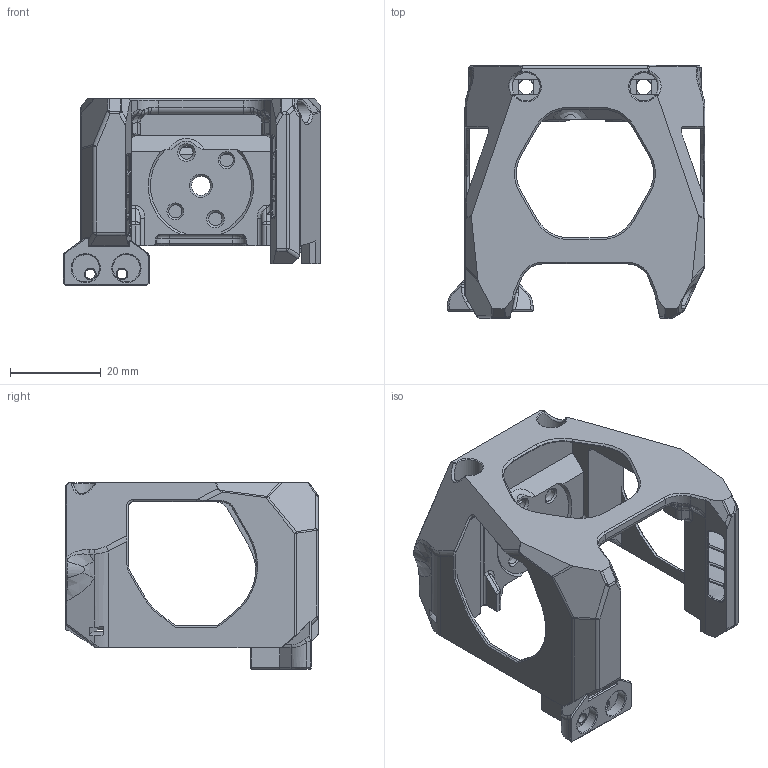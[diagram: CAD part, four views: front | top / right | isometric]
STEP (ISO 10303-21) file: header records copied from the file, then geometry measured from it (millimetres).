
FILE_DESCRIPTION(/* description */ ('STEP AP242','CAx-IF Rec.Pracs.---Representation and Presentation of Product Manufacturing Information (PMI)---4.0---2014-10-13','CAx-IF Rec.Pracs.---3D Tessellated Geometry---0.4---2014-09-14','2;1'),/* implementation_level */ '2;1');
FILE_NAME(/* name */ '62c9bc750e37323f8f205b07',/* time_stamp */ '2022-07-09T17:35:53+00:00',/* author */ (''),/* organization */ (''),/* preprocessor_version */ 'ST-DEVELOPER v18.102',/* originating_system */ ' ',/* authorisation */ ' ');
FILE_SCHEMA (('AP242_MANAGED_MODEL_BASED_3D_ENGINEERING_MIM_LF { 1 0 10303 442 1 1 4 }'));
Products named in the file (3): Mini-AfterSherpa-Dragon; Zeroclick v14; Mini-AfterSherpa-Mosquito
Bounding box: 56.95 x 55.85 x 41.24 mm (x, y, z)
Volume: 47747.2 mm3; surface area: 32137.9 mm2
Topology: 3 solids, 3 shells, 1430 faces, 3774 edges, 2274 vertices
Faces by surface type: bspline 508, plane 454, cylinder 308, cone 109, torus 28, sphere 23
Full cylindrical faces by diameter (mm): 1.8 x4, 2.1 x1, 2.2 x2, 2.25 x1, 2.9 x6, 3.4 x8, 4.2 x2, 4.7 x6, 5 x2, 5.7 x4, 6.05 x2, 6.2 x4
Entity records: 54518 total; most frequent: CARTESIAN_POINT 23647, ORIENTED_EDGE 7206, DIRECTION 5150, EDGE_CURVE 3603, VERTEX_POINT 2251, AXIS2_PLACEMENT_3D 1871, EDGE_LOOP 1586, FACE_BOUND 1586
